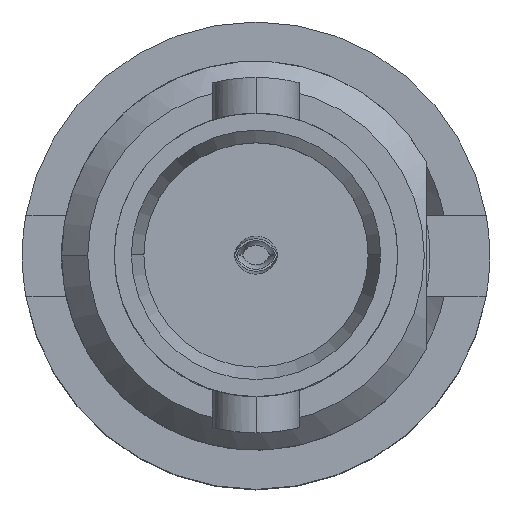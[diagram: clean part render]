
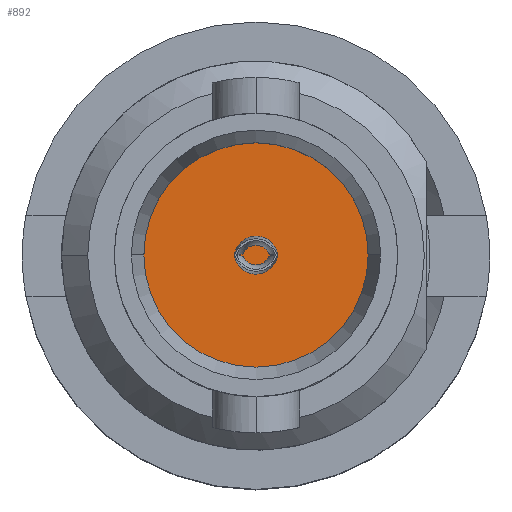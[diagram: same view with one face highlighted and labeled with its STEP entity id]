
A CAD part, top view. The second image highlights one B-rep face of the part: STEP entity #892.
In plain terms, the highlighted planar face has unit normal (0, 0, 1).
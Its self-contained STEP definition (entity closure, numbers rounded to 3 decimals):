
#172 = CARTESIAN_POINT ( 'NONE',  ( -1.8, 0., -1.546 ) ) ;
#175 = VERTEX_POINT ( 'NONE', #1134 ) ;
#237 = ORIENTED_EDGE ( 'NONE', *, *, #1540, .T. ) ;
#302 = ORIENTED_EDGE ( 'NONE', *, *, #3788, .T. ) ;
#317 = FACE_BOUND ( 'NONE', #3854, .T. ) ;
#344 = CARTESIAN_POINT ( 'NONE',  ( 1.8, 0., -1.546 ) ) ;
#354 = CARTESIAN_POINT ( 'NONE',  ( 0.115, -0.256, -1.546 ) ) ;
#363 = AXIS2_PLACEMENT_3D ( 'NONE', #708, #2967, #1027 ) ;
#369 = EDGE_CURVE ( 'NONE', #1354, #175, #1264, .T. ) ;
#373 = CARTESIAN_POINT ( 'NONE',  ( 0.206, 0.045, -1.546 ) ) ;
#414 = PLANE ( 'NONE',  #2712 ) ;
#425 = VERTEX_POINT ( 'NONE', #172 ) ;
#488 = ORIENTED_EDGE ( 'NONE', *, *, #369, .T. ) ;
#492 = CARTESIAN_POINT ( 'NONE',  ( 0.338, 0.045, -1.546 ) ) ;
#499 = EDGE_CURVE ( 'NONE', #175, #660, #2837, .T. ) ;
#521 = CARTESIAN_POINT ( 'NONE',  ( 0., 0.045, -1.546 ) ) ;
#639 = CARTESIAN_POINT ( 'NONE',  ( -0.223, -0.478, -1.546 ) ) ;
#660 = VERTEX_POINT ( 'NONE', #373 ) ;
#662 = VERTEX_POINT ( 'NONE', #1344 ) ;
#671 = CARTESIAN_POINT ( 'NONE',  ( -0.338, 0.045, -1.546 ) ) ;
#708 = CARTESIAN_POINT ( 'NONE',  ( 0., 0., -1.546 ) ) ;
#828 = DIRECTION ( 'NONE',  ( 1., 0., 0. ) ) ;
#848 = DIRECTION ( 'NONE',  ( -1., 0., 0. ) ) ;
#889 = VERTEX_POINT ( 'NONE', #3005 ) ;
#892 = ADVANCED_FACE ( 'NONE', ( #317, #1178, #2892 ), #414, .F. ) ;
#913 = VERTEX_POINT ( 'NONE', #1088 ) ;
#948 = EDGE_CURVE ( 'NONE', #3870, #889, #3518, .T. ) ;
#949 = CARTESIAN_POINT ( 'NONE',  ( -0.206, -0.045, -1.546 ) ) ;
#961 = CARTESIAN_POINT ( 'NONE',  ( -0.206, 0.045, -1.546 ) ) ;
#988 = LINE ( 'NONE', #3662, #2597 ) ;
#1027 = DIRECTION ( 'NONE',  ( -1., 0., 0. ) ) ;
#1088 = CARTESIAN_POINT ( 'NONE',  ( 0.338, -0.045, -1.546 ) ) ;
#1134 = CARTESIAN_POINT ( 'NONE',  ( 0.338, 0.045, -1.546 ) ) ;
#1135 = DIRECTION ( 'NONE',  ( -1., 0., 0. ) ) ;
#1178 = FACE_BOUND ( 'NONE', #3717, .T. ) ;
#1261 =( BOUNDED_CURVE ( )  B_SPLINE_CURVE ( 3, ( #3209, #2236, #639, #2889 ),
 .UNSPECIFIED., .F., .T. ) 
 B_SPLINE_CURVE_WITH_KNOTS ( ( 4, 4 ),
 ( 1.831, 4.452 ),
 .UNSPECIFIED. ) 
 CURVE ( )  GEOMETRIC_REPRESENTATION_ITEM ( )  RATIONAL_B_SPLINE_CURVE ( ( 1., 0.505, 0.505, 1. ) ) 
 REPRESENTATION_ITEM ( '' )  );
#1264 =( BOUNDED_CURVE ( )  B_SPLINE_CURVE ( 3, ( #2089, #1768, #2408, #492 ),
 .UNSPECIFIED., .F., .F. ) 
 B_SPLINE_CURVE_WITH_KNOTS ( ( 4, 4 ),
 ( 1.831, 4.452 ),
 .UNSPECIFIED. ) 
 CURVE ( )  GEOMETRIC_REPRESENTATION_ITEM ( )  RATIONAL_B_SPLINE_CURVE ( ( 1., 0.505, 0.505, 1. ) ) 
 REPRESENTATION_ITEM ( '' )  );
#1295 = VECTOR ( 'NONE', #2963, 1000. ) ;
#1344 = CARTESIAN_POINT ( 'NONE',  ( -0.338, -0.045, -1.546 ) ) ;
#1354 = VERTEX_POINT ( 'NONE', #671 ) ;
#1392 = CARTESIAN_POINT ( 'NONE',  ( 0., 0., -1.546 ) ) ;
#1531 = EDGE_CURVE ( 'NONE', #889, #913, #3561, .T. ) ;
#1540 = EDGE_CURVE ( 'NONE', #3792, #1354, #988, .T. ) ;
#1608 = CARTESIAN_POINT ( 'NONE',  ( -0.206, 0.045, -1.546 ) ) ;
#1706 = DIRECTION ( 'NONE',  ( 0., 0., -1. ) ) ;
#1719 = DIRECTION ( 'NONE',  ( 0., 0., 1. ) ) ;
#1768 = CARTESIAN_POINT ( 'NONE',  ( -0.223, 0.478, -1.546 ) ) ;
#1840 = CIRCLE ( 'NONE', #363, 1.8 ) ;
#1848 = VECTOR ( 'NONE', #828, 1000. ) ;
#1863 = ORIENTED_EDGE ( 'NONE', *, *, #1531, .T. ) ;
#1957 = CARTESIAN_POINT ( 'NONE',  ( -0.206, -0.045, -1.546 ) ) ;
#1961 = VECTOR ( 'NONE', #848, 1000. ) ;
#1994 = CARTESIAN_POINT ( 'NONE',  ( 0., -0.045, -1.546 ) ) ;
#2089 = CARTESIAN_POINT ( 'NONE',  ( -0.338, 0.045, -1.546 ) ) ;
#2103 = AXIS2_PLACEMENT_3D ( 'NONE', #3663, #1719, #3996 ) ;
#2236 = CARTESIAN_POINT ( 'NONE',  ( 0.223, -0.478, -1.546 ) ) ;
#2253 = EDGE_CURVE ( 'NONE', #425, #4055, #1840, .T. ) ;
#2281 = CARTESIAN_POINT ( 'NONE',  ( -0.115, -0.256, -1.546 ) ) ;
#2408 = CARTESIAN_POINT ( 'NONE',  ( 0.223, 0.478, -1.546 ) ) ;
#2429 = EDGE_CURVE ( 'NONE', #4055, #425, #3261, .T. ) ;
#2511 = ORIENTED_EDGE ( 'NONE', *, *, #3908, .T. ) ;
#2561 = CARTESIAN_POINT ( 'NONE',  ( 0.206, 0.045, -1.546 ) ) ;
#2597 = VECTOR ( 'NONE', #1135, 1000. ) ;
#2613 = CARTESIAN_POINT ( 'NONE',  ( 0.206, -0.045, -1.546 ) ) ;
#2664 = ORIENTED_EDGE ( 'NONE', *, *, #2968, .T. ) ;
#2712 = AXIS2_PLACEMENT_3D ( 'NONE', #1392, #1706, #3979 ) ;
#2775 = ORIENTED_EDGE ( 'NONE', *, *, #499, .T. ) ;
#2837 = LINE ( 'NONE', #521, #1961 ) ;
#2889 = CARTESIAN_POINT ( 'NONE',  ( -0.338, -0.045, -1.546 ) ) ;
#2890 = CARTESIAN_POINT ( 'NONE',  ( -0.115, 0.256, -1.546 ) ) ;
#2892 = FACE_OUTER_BOUND ( 'NONE', #3933, .T. ) ;
#2963 = DIRECTION ( 'NONE',  ( 1., 0., 0. ) ) ;
#2967 = DIRECTION ( 'NONE',  ( 0., 0., 1. ) ) ;
#2968 = EDGE_CURVE ( 'NONE', #662, #3870, #3029, .T. ) ;
#3005 = CARTESIAN_POINT ( 'NONE',  ( 0.206, -0.045, -1.546 ) ) ;
#3029 = LINE ( 'NONE', #1994, #1295 ) ;
#3131 = ORIENTED_EDGE ( 'NONE', *, *, #2429, .T. ) ;
#3209 = CARTESIAN_POINT ( 'NONE',  ( 0.338, -0.045, -1.546 ) ) ;
#3261 = CIRCLE ( 'NONE', #2103, 1.8 ) ;
#3355 = CARTESIAN_POINT ( 'NONE',  ( 0., -0.045, -1.546 ) ) ;
#3357 = ORIENTED_EDGE ( 'NONE', *, *, #948, .T. ) ;
#3518 =( BOUNDED_CURVE ( )  B_SPLINE_CURVE ( 3, ( #1957, #2281, #354, #2613 ),
 .UNSPECIFIED., .F., .T. ) 
 B_SPLINE_CURVE_WITH_KNOTS ( ( 4, 4 ),
 ( 1.982, 4.301 ),
 .UNSPECIFIED. ) 
 CURVE ( )  GEOMETRIC_REPRESENTATION_ITEM ( )  RATIONAL_B_SPLINE_CURVE ( ( 1., 0.6, 0.6, 1. ) ) 
 REPRESENTATION_ITEM ( '' )  );
#3561 = LINE ( 'NONE', #3355, #1848 ) ;
#3662 = CARTESIAN_POINT ( 'NONE',  ( 0., 0.045, -1.546 ) ) ;
#3663 = CARTESIAN_POINT ( 'NONE',  ( 0., 0., -1.546 ) ) ;
#3666 =( BOUNDED_CURVE ( )  B_SPLINE_CURVE ( 3, ( #2561, #4196, #2890, #961 ),
 .UNSPECIFIED., .F., .T. ) 
 B_SPLINE_CURVE_WITH_KNOTS ( ( 4, 4 ),
 ( 1.982, 4.301 ),
 .UNSPECIFIED. ) 
 CURVE ( )  GEOMETRIC_REPRESENTATION_ITEM ( )  RATIONAL_B_SPLINE_CURVE ( ( 1., 0.6, 0.6, 1. ) ) 
 REPRESENTATION_ITEM ( '' )  );
#3717 = EDGE_LOOP ( 'NONE', ( #2664, #3357, #1863, #2511 ) ) ;
#3788 = EDGE_CURVE ( 'NONE', #660, #3792, #3666, .T. ) ;
#3792 = VERTEX_POINT ( 'NONE', #1608 ) ;
#3854 = EDGE_LOOP ( 'NONE', ( #2775, #302, #237, #488 ) ) ;
#3870 = VERTEX_POINT ( 'NONE', #949 ) ;
#3908 = EDGE_CURVE ( 'NONE', #913, #662, #1261, .T. ) ;
#3933 = EDGE_LOOP ( 'NONE', ( #3131, #4074 ) ) ;
#3979 = DIRECTION ( 'NONE',  ( -1., 0., 0. ) ) ;
#3996 = DIRECTION ( 'NONE',  ( -1., 0., 0. ) ) ;
#4055 = VERTEX_POINT ( 'NONE', #344 ) ;
#4074 = ORIENTED_EDGE ( 'NONE', *, *, #2253, .T. ) ;
#4196 = CARTESIAN_POINT ( 'NONE',  ( 0.115, 0.256, -1.546 ) ) ;
